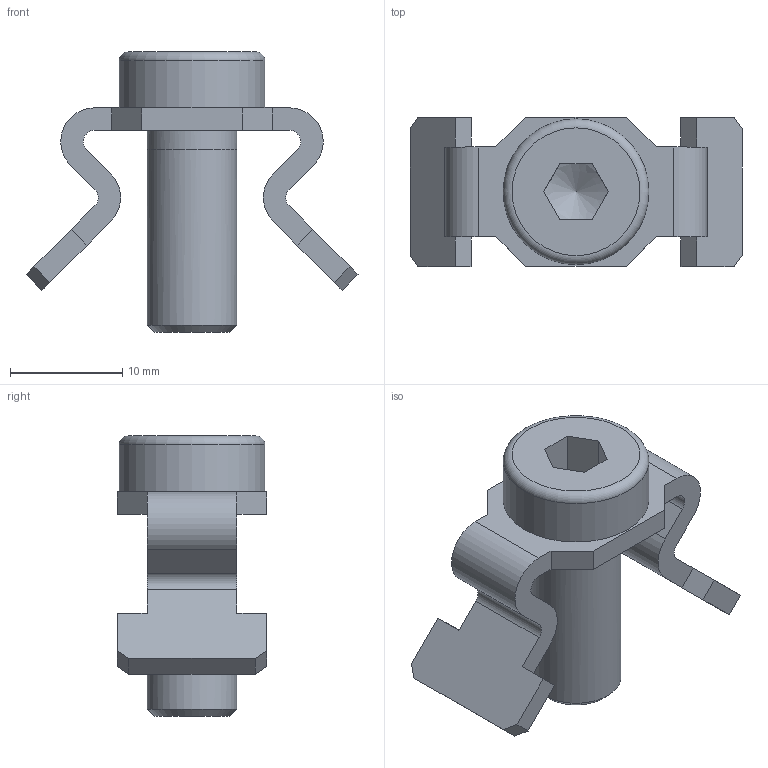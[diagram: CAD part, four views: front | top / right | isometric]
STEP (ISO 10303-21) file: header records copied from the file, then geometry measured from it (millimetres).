
FILE_DESCRIPTION(('STEP AP203'),'1');
FILE_NAME('FIXE08N1005.stp','2023-10-23T12:10:38',(' '),(' '),'Spatial InterOp 3D',' ',' ');
FILE_SCHEMA(('CONFIG_CONTROL_DESIGN'));
Length unit declared in the file: millimetre
Products named in the file (3): Fixation standard 8 45, zinguée; Vis CHC tête réduite - M8x20; agrafe 8-45
Assembly tree (2 placements, depth 2):
  Fixation standard 8 45, zinguée
    Vis CHC tête réduite - M8x20
    agrafe 8-45
Bounding box: 29.61 x 13.3 x 25 mm (x, y, z)
Volume: 2595.6 mm3; surface area: 2411.6 mm2
Topology: 2 solids, 2 shells, 58 faces, 156 edges, 103 vertices
Faces by surface type: plane 43, cylinder 12, cone 2, torus 1
Full cylindrical faces by diameter (mm): 8 x2, 8.5 x1, 13 x1
Entity records: 2192 total; most frequent: CARTESIAN_POINT 389, ORIENTED_EDGE 294, DIRECTION 286, EDGE_CURVE 147, LINE 116, VECTOR 116, VERTEX_POINT 102, AXIS2_PLACEMENT_3D 85
